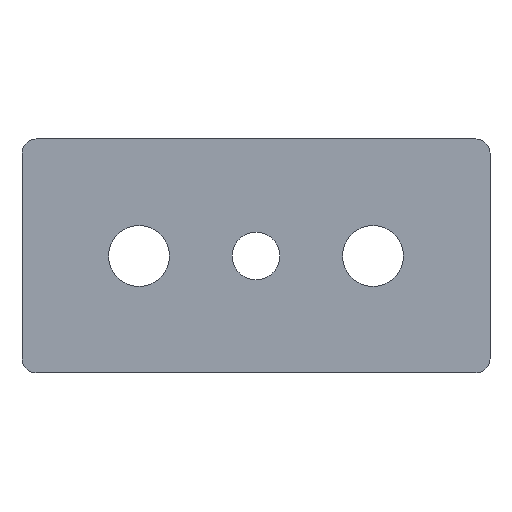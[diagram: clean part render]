
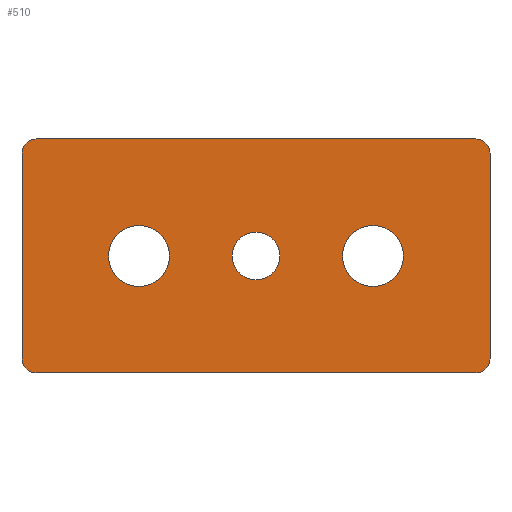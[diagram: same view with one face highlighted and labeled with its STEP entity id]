
A CAD part, front view. The second image highlights one B-rep face of the part: STEP entity #510.
In plain terms, the highlighted planar face has unit normal (0, -1, 0).
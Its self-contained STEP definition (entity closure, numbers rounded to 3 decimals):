
#27 = DIRECTION ( 'NONE',  ( 0., -1., 0. ) ) ;
#28 = PLANE ( 'NONE',  #77 ) ;
#29 = CARTESIAN_POINT ( 'NONE',  ( -50., 0., -25. ) ) ;
#30 = DIRECTION ( 'NONE',  ( 0., 0., -1. ) ) ;
#45 = CARTESIAN_POINT ( 'NONE',  ( -50., 0., 25. ) ) ;
#51 = CARTESIAN_POINT ( 'NONE',  ( -50., 0., 25. ) ) ;
#53 = DIRECTION ( 'NONE',  ( 1., 0., 0. ) ) ;
#54 = CARTESIAN_POINT ( 'NONE',  ( -50., 0., -25. ) ) ;
#55 = DIRECTION ( 'NONE',  ( -1., 0., 0. ) ) ;
#77 = AXIS2_PLACEMENT_3D ( 'NONE', #29, #27, #30 ) ;
#83 = AXIS2_PLACEMENT_3D ( 'NONE', #192, #193, #194 ) ;
#88 = CARTESIAN_POINT ( 'NONE',  ( 47., 0., -22. ) ) ;
#89 = DIRECTION ( 'NONE',  ( 0., -1., 0. ) ) ;
#90 = DIRECTION ( 'NONE',  ( 0., 0., -1. ) ) ;
#91 = CARTESIAN_POINT ( 'NONE',  ( 47., 0., 22. ) ) ;
#92 = DIRECTION ( 'NONE',  ( 0., -1., 0. ) ) ;
#93 = DIRECTION ( 'NONE',  ( 0., 0., -1. ) ) ;
#94 = CARTESIAN_POINT ( 'NONE',  ( -47., 0., 22. ) ) ;
#95 = DIRECTION ( 'NONE',  ( 0., -1., 0. ) ) ;
#96 = DIRECTION ( 'NONE',  ( 0., 0., -1. ) ) ;
#98 = CARTESIAN_POINT ( 'NONE',  ( -50., 0., -22. ) ) ;
#102 = CARTESIAN_POINT ( 'NONE',  ( 50., 0., 22. ) ) ;
#114 = CARTESIAN_POINT ( 'NONE',  ( 47., 0., 25. ) ) ;
#115 = CARTESIAN_POINT ( 'NONE',  ( -50., 0., 22. ) ) ;
#116 = CARTESIAN_POINT ( 'NONE',  ( 50., 0., -22. ) ) ;
#120 = CARTESIAN_POINT ( 'NONE',  ( -47., 0., -25. ) ) ;
#121 = CARTESIAN_POINT ( 'NONE',  ( 47., 0., -25. ) ) ;
#125 = CARTESIAN_POINT ( 'NONE',  ( -47., 0., 25. ) ) ;
#158 = EDGE_CURVE ( 'NONE', #226, #226, #453, .T. ) ;
#159 = EDGE_CURVE ( 'NONE', #266, #266, #437, .T. ) ;
#160 = EDGE_CURVE ( 'NONE', #310, #324, #374, .T. ) ;
#161 = EDGE_CURVE ( 'NONE', #328, #327, #378, .T. ) ;
#162 = EDGE_CURVE ( 'NONE', #312, #313, #373, .T. ) ;
#163 = EDGE_CURVE ( 'NONE', #462, #314, #376, .T. ) ;
#170 = AXIS2_PLACEMENT_3D ( 'NONE', #216, #217, #218 ) ;
#171 = AXIS2_PLACEMENT_3D ( 'NONE', #219, #220, #221 ) ;
#172 = AXIS2_PLACEMENT_3D ( 'NONE', #222, #416, #415 ) ;
#173 = AXIS2_PLACEMENT_3D ( 'NONE', #88, #89, #90 ) ;
#174 = AXIS2_PLACEMENT_3D ( 'NONE', #91, #92, #93 ) ;
#175 = AXIS2_PLACEMENT_3D ( 'NONE', #94, #95, #96 ) ;
#183 = DIRECTION ( 'NONE',  ( 0., 0., 1. ) ) ;
#184 = CARTESIAN_POINT ( 'NONE',  ( 50., 0., 25. ) ) ;
#185 = DIRECTION ( 'NONE',  ( 0., 0., -1. ) ) ;
#192 = CARTESIAN_POINT ( 'NONE',  ( -25., 0., 0. ) ) ;
#193 = DIRECTION ( 'NONE',  ( 0., -1., 0. ) ) ;
#194 = DIRECTION ( 'NONE',  ( 0., 0., -1. ) ) ;
#216 = CARTESIAN_POINT ( 'NONE',  ( 0., 0., 0. ) ) ;
#217 = DIRECTION ( 'NONE',  ( 0., 1., 0. ) ) ;
#218 = DIRECTION ( 'NONE',  ( 0., 0., 1. ) ) ;
#219 = CARTESIAN_POINT ( 'NONE',  ( 25., 0., 0. ) ) ;
#220 = DIRECTION ( 'NONE',  ( 0., -1., 0. ) ) ;
#221 = DIRECTION ( 'NONE',  ( 0., 0., -1. ) ) ;
#222 = CARTESIAN_POINT ( 'NONE',  ( -47., 0., -22. ) ) ;
#226 = VERTEX_POINT ( 'NONE', #338 ) ;
#233 = VERTEX_POINT ( 'NONE', #346 ) ;
#238 = LINE ( 'NONE', #184, #255 ) ;
#241 = LINE ( 'NONE', #51, #267 ) ;
#244 = VECTOR ( 'NONE', #55, 1000. ) ;
#246 = VECTOR ( 'NONE', #53, 1000. ) ;
#247 = LINE ( 'NONE', #54, #244 ) ;
#255 = VECTOR ( 'NONE', #185, 1000. ) ;
#258 = LINE ( 'NONE', #45, #246 ) ;
#265 = FACE_BOUND ( 'NONE', #321, .T. ) ;
#266 = VERTEX_POINT ( 'NONE', #341 ) ;
#267 = VECTOR ( 'NONE', #183, 1000. ) ;
#278 = CIRCLE ( 'NONE', #83, 6.5 ) ;
#296 = EDGE_LOOP ( 'NONE', ( #434, #433, #421, #422, #417, #420, #419, #418 ) ) ;
#301 = EDGE_LOOP ( 'NONE', ( #427 ) ) ;
#308 = EDGE_LOOP ( 'NONE', ( #435 ) ) ;
#310 = VERTEX_POINT ( 'NONE', #98 ) ;
#312 = VERTEX_POINT ( 'NONE', #102 ) ;
#313 = VERTEX_POINT ( 'NONE', #114 ) ;
#314 = VERTEX_POINT ( 'NONE', #115 ) ;
#321 = EDGE_LOOP ( 'NONE', ( #426 ) ) ;
#324 = VERTEX_POINT ( 'NONE', #120 ) ;
#327 = VERTEX_POINT ( 'NONE', #116 ) ;
#328 = VERTEX_POINT ( 'NONE', #121 ) ;
#338 = CARTESIAN_POINT ( 'NONE',  ( 0., 0., 5.1 ) ) ;
#341 = CARTESIAN_POINT ( 'NONE',  ( 25., 0., -6.5 ) ) ;
#346 = CARTESIAN_POINT ( 'NONE',  ( -25., 0., -6.5 ) ) ;
#371 = FACE_BOUND ( 'NONE', #308, .T. ) ;
#373 = CIRCLE ( 'NONE', #174, 3. ) ;
#374 = CIRCLE ( 'NONE', #172, 3. ) ;
#376 = CIRCLE ( 'NONE', #175, 3. ) ;
#377 = FACE_OUTER_BOUND ( 'NONE', #296, .T. ) ;
#378 = CIRCLE ( 'NONE', #173, 3. ) ;
#413 = FACE_BOUND ( 'NONE', #301, .T. ) ;
#415 = DIRECTION ( 'NONE',  ( 0., 0., -1. ) ) ;
#416 = DIRECTION ( 'NONE',  ( 0., -1., 0. ) ) ;
#417 = ORIENTED_EDGE ( 'NONE', *, *, #528, .F. ) ;
#418 = ORIENTED_EDGE ( 'NONE', *, *, #163, .T. ) ;
#419 = ORIENTED_EDGE ( 'NONE', *, *, #522, .F. ) ;
#420 = ORIENTED_EDGE ( 'NONE', *, *, #162, .T. ) ;
#421 = ORIENTED_EDGE ( 'NONE', *, *, #523, .F. ) ;
#422 = ORIENTED_EDGE ( 'NONE', *, *, #161, .T. ) ;
#426 = ORIENTED_EDGE ( 'NONE', *, *, #532, .F. ) ;
#427 = ORIENTED_EDGE ( 'NONE', *, *, #158, .T. ) ;
#433 = ORIENTED_EDGE ( 'NONE', *, *, #160, .T. ) ;
#434 = ORIENTED_EDGE ( 'NONE', *, *, #527, .F. ) ;
#435 = ORIENTED_EDGE ( 'NONE', *, *, #159, .F. ) ;
#437 = CIRCLE ( 'NONE', #171, 6.5 ) ;
#453 = CIRCLE ( 'NONE', #170, 5.1 ) ;
#462 = VERTEX_POINT ( 'NONE', #125 ) ;
#510 = ADVANCED_FACE ( 'NONE', ( #413, #265, #371, #377 ), #28, .T. ) ;
#522 = EDGE_CURVE ( 'NONE', #462, #313, #258, .T. ) ;
#523 = EDGE_CURVE ( 'NONE', #328, #324, #247, .T. ) ;
#527 = EDGE_CURVE ( 'NONE', #310, #314, #241, .T. ) ;
#528 = EDGE_CURVE ( 'NONE', #312, #327, #238, .T. ) ;
#532 = EDGE_CURVE ( 'NONE', #233, #233, #278, .T. ) ;
